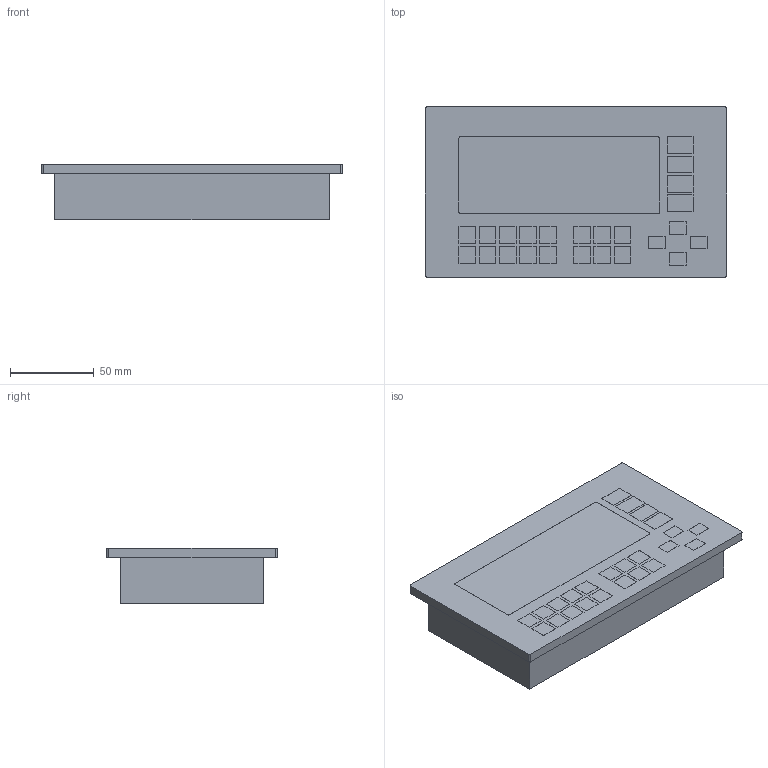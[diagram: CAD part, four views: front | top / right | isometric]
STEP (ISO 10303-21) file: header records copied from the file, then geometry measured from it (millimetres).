
FILE_DESCRIPTION((''),'2;1');
FILE_NAME('3d_LRXP01.stp','2012-10-10T14:15:52',(''),(''),'Mechanical Desktop 2011','Mechanical Desktop 2011',', , ');
FILE_SCHEMA(('CONFIG_CONTROL_DESIGN'));
Length unit declared in the file: millimetre
Products named in the file (1): Product
Bounding box: 179.5 x 101.5 x 33 mm (x, y, z)
Volume: 484230.8 mm3; surface area: 81237.3 mm2
Topology: 2 solids, 2 shells, 145 faces, 348 edges, 232 vertices
Faces by surface type: plane 137, cylinder 8
Entity records: 4231 total; most frequent: CARTESIAN_POINT 726, ORIENTED_EDGE 696, DIRECTION 656, EDGE_CURVE 348, VECTOR 332, LINE 332, VERTEX_POINT 232, EDGE_LOOP 170
